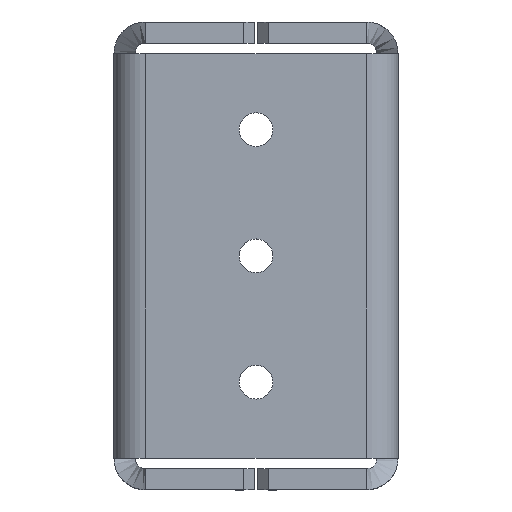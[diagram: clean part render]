
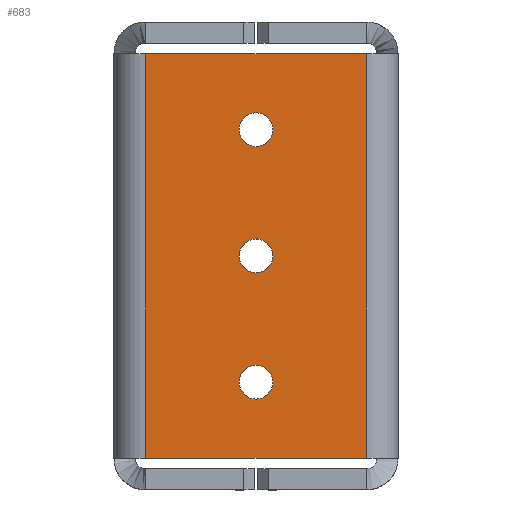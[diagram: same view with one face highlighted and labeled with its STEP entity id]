
A CAD part, top view. The second image highlights one B-rep face of the part: STEP entity #683.
In plain terms, the highlighted planar face has unit normal (0, 0, 1).
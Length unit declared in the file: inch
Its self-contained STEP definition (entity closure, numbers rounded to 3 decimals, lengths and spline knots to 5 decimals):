
#28 = ORIENTED_EDGE ( 'NONE', *, *, #1622, .T. ) ;
#61 = VERTEX_POINT ( 'NONE', #70 ) ;
#70 = CARTESIAN_POINT ( 'NONE',  ( 0.9445, 1.2025, 0. ) ) ;
#73 = FACE_OUTER_BOUND ( 'NONE', #2029, .T. ) ;
#87 = VERTEX_POINT ( 'NONE', #2511 ) ;
#89 = AXIS2_PLACEMENT_3D ( 'NONE', #559, #2018, #2462 ) ;
#97 = VECTOR ( 'NONE', #1540, 39.37008 ) ;
#126 = EDGE_CURVE ( 'NONE', #87, #2439, #2338, .T. ) ;
#128 = EDGE_CURVE ( 'NONE', #492, #814, #1661, .T. ) ;
#144 = EDGE_CURVE ( 'NONE', #892, #61, #1194, .T. ) ;
#183 = AXIS2_PLACEMENT_3D ( 'NONE', #2054, #2067, #2643 ) ;
#211 = EDGE_CURVE ( 'NONE', #814, #2365, #442, .T. ) ;
#226 = ORIENTED_EDGE ( 'NONE', *, *, #211, .T. ) ;
#227 = CIRCLE ( 'NONE', #89, 0.1005 ) ;
#330 = EDGE_CURVE ( 'NONE', #2439, #87, #959, .T. ) ;
#341 = CARTESIAN_POINT ( 'NONE',  ( 0.844, 1.2025, 0. ) ) ;
#442 = LINE ( 'NONE', #1800, #2553 ) ;
#492 = VERTEX_POINT ( 'NONE', #2102 ) ;
#559 = CARTESIAN_POINT ( 'NONE',  ( 0.844, 1.9525, 0. ) ) ;
#614 = DIRECTION ( 'NONE',  ( 0., 0., -1. ) ) ;
#655 = CARTESIAN_POINT ( 'NONE',  ( 0.1875, 0., 0. ) ) ;
#656 = CARTESIAN_POINT ( 'NONE',  ( 0., 2.405, 0. ) ) ;
#657 = VERTEX_POINT ( 'NONE', #1850 ) ;
#683 = ADVANCED_FACE ( 'NONE', ( #1740, #2086, #1548, #73 ), #1227, .F. ) ;
#749 = VECTOR ( 'NONE', #1694, 39.37008 ) ;
#777 = AXIS2_PLACEMENT_3D ( 'NONE', #2052, #614, #1653 ) ;
#814 = VERTEX_POINT ( 'NONE', #655 ) ;
#876 = CARTESIAN_POINT ( 'NONE',  ( 0.7435, 1.9525, 0. ) ) ;
#892 = VERTEX_POINT ( 'NONE', #1715 ) ;
#937 = DIRECTION ( 'NONE',  ( -1., 0., 0. ) ) ;
#959 = CIRCLE ( 'NONE', #2647, 0.1005 ) ;
#1060 = EDGE_CURVE ( 'NONE', #2432, #657, #227, .T. ) ;
#1138 = ORIENTED_EDGE ( 'NONE', *, *, #2143, .T. ) ;
#1144 = LINE ( 'NONE', #2046, #1843 ) ;
#1178 = DIRECTION ( 'NONE',  ( 1., 0., 0. ) ) ;
#1194 = CIRCLE ( 'NONE', #2573, 0.1005 ) ;
#1227 = PLANE ( 'NONE',  #183 ) ;
#1299 = LINE ( 'NONE', #656, #749 ) ;
#1313 = CARTESIAN_POINT ( 'NONE',  ( 1.5005, 2.405, 0. ) ) ;
#1315 = EDGE_LOOP ( 'NONE', ( #1560, #1138 ) ) ;
#1363 = CARTESIAN_POINT ( 'NONE',  ( 0.844, 1.2025, 0. ) ) ;
#1377 = CARTESIAN_POINT ( 'NONE',  ( 0.1875, 2.405, 0. ) ) ;
#1435 = EDGE_LOOP ( 'NONE', ( #1798, #2317 ) ) ;
#1439 = DIRECTION ( 'NONE',  ( -1., 0., 0. ) ) ;
#1447 = VERTEX_POINT ( 'NONE', #1313 ) ;
#1448 = DIRECTION ( 'NONE',  ( 0., -1., 0. ) ) ;
#1483 = CARTESIAN_POINT ( 'NONE',  ( 1.5005, 0., 0. ) ) ;
#1540 = DIRECTION ( 'NONE',  ( 0., -1., 0. ) ) ;
#1548 = FACE_BOUND ( 'NONE', #2299, .T. ) ;
#1558 = DIRECTION ( 'NONE',  ( 0., 0., -1. ) ) ;
#1560 = ORIENTED_EDGE ( 'NONE', *, *, #1060, .T. ) ;
#1622 = EDGE_CURVE ( 'NONE', #61, #892, #1879, .T. ) ;
#1653 = DIRECTION ( 'NONE',  ( -1., 0., 0. ) ) ;
#1661 = LINE ( 'NONE', #1377, #97 ) ;
#1694 = DIRECTION ( 'NONE',  ( 1., 0., 0. ) ) ;
#1715 = CARTESIAN_POINT ( 'NONE',  ( 0.7435, 1.2025, 0. ) ) ;
#1735 = DIRECTION ( 'NONE',  ( 0., 0., -1. ) ) ;
#1740 = FACE_BOUND ( 'NONE', #1315, .T. ) ;
#1798 = ORIENTED_EDGE ( 'NONE', *, *, #330, .T. ) ;
#1800 = CARTESIAN_POINT ( 'NONE',  ( 0., 0., 0. ) ) ;
#1843 = VECTOR ( 'NONE', #1448, 39.37008 ) ;
#1850 = CARTESIAN_POINT ( 'NONE',  ( 0.9445, 1.9525, 0. ) ) ;
#1879 = CIRCLE ( 'NONE', #2393, 0.1005 ) ;
#1922 = EDGE_CURVE ( 'NONE', #492, #1447, #1299, .T. ) ;
#2018 = DIRECTION ( 'NONE',  ( 0., 0., -1. ) ) ;
#2029 = EDGE_LOOP ( 'NONE', ( #226, #2562, #2624, #2456 ) ) ;
#2046 = CARTESIAN_POINT ( 'NONE',  ( 1.5005, 2.405, 0. ) ) ;
#2052 = CARTESIAN_POINT ( 'NONE',  ( 0.844, 1.9525, 0. ) ) ;
#2053 = CARTESIAN_POINT ( 'NONE',  ( 0.844, 0.4525, 0. ) ) ;
#2054 = CARTESIAN_POINT ( 'NONE',  ( 0., 2.405, 0. ) ) ;
#2067 = DIRECTION ( 'NONE',  ( 0., 0., -1. ) ) ;
#2086 = FACE_BOUND ( 'NONE', #1435, .T. ) ;
#2102 = CARTESIAN_POINT ( 'NONE',  ( 0.1875, 2.405, 0. ) ) ;
#2143 = EDGE_CURVE ( 'NONE', #657, #2432, #2250, .T. ) ;
#2165 = EDGE_CURVE ( 'NONE', #1447, #2365, #1144, .T. ) ;
#2176 = DIRECTION ( 'NONE',  ( 0., 0., -1. ) ) ;
#2250 = CIRCLE ( 'NONE', #777, 0.1005 ) ;
#2258 = DIRECTION ( 'NONE',  ( 0., 0., -1. ) ) ;
#2294 = CARTESIAN_POINT ( 'NONE',  ( 0.7435, 0.4525, 0. ) ) ;
#2299 = EDGE_LOOP ( 'NONE', ( #2357, #28 ) ) ;
#2317 = ORIENTED_EDGE ( 'NONE', *, *, #126, .T. ) ;
#2338 = CIRCLE ( 'NONE', #2352, 0.1005 ) ;
#2352 = AXIS2_PLACEMENT_3D ( 'NONE', #2579, #2176, #937 ) ;
#2357 = ORIENTED_EDGE ( 'NONE', *, *, #144, .T. ) ;
#2365 = VERTEX_POINT ( 'NONE', #1483 ) ;
#2383 = DIRECTION ( 'NONE',  ( -1., 0., 0. ) ) ;
#2393 = AXIS2_PLACEMENT_3D ( 'NONE', #1363, #1558, #2383 ) ;
#2432 = VERTEX_POINT ( 'NONE', #876 ) ;
#2439 = VERTEX_POINT ( 'NONE', #2294 ) ;
#2456 = ORIENTED_EDGE ( 'NONE', *, *, #128, .T. ) ;
#2462 = DIRECTION ( 'NONE',  ( -1., 0., 0. ) ) ;
#2511 = CARTESIAN_POINT ( 'NONE',  ( 0.9445, 0.4525, 0. ) ) ;
#2547 = DIRECTION ( 'NONE',  ( -1., 0., 0. ) ) ;
#2553 = VECTOR ( 'NONE', #1178, 39.37008 ) ;
#2562 = ORIENTED_EDGE ( 'NONE', *, *, #2165, .F. ) ;
#2573 = AXIS2_PLACEMENT_3D ( 'NONE', #341, #1735, #2547 ) ;
#2579 = CARTESIAN_POINT ( 'NONE',  ( 0.844, 0.4525, 0. ) ) ;
#2624 = ORIENTED_EDGE ( 'NONE', *, *, #1922, .F. ) ;
#2643 = DIRECTION ( 'NONE',  ( -1., 0., 0. ) ) ;
#2647 = AXIS2_PLACEMENT_3D ( 'NONE', #2053, #2258, #1439 ) ;
